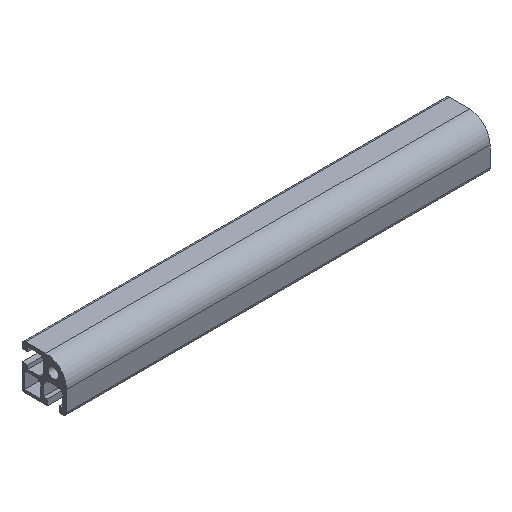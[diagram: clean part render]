
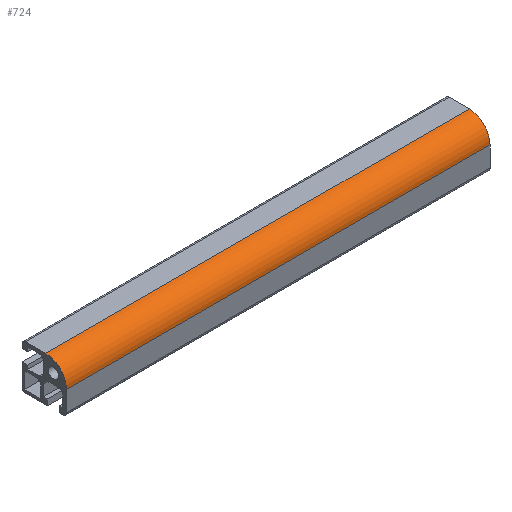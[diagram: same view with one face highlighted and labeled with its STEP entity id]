
A CAD part, isometric view. The second image highlights one B-rep face of the part: STEP entity #724.
In plain terms, the highlighted cylindrical face has radius 15 mm (diameter 30 mm), a partial arc.
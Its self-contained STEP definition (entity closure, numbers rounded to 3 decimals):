
#79=FACE_OUTER_BOUND('',#115,.T.);
#115=EDGE_LOOP('',(#610,#611,#612,#613));
#139=LINE('',#1031,#223);
#205=LINE('',#1190,#289);
#223=VECTOR('',#832,10.);
#289=VECTOR('',#978,10.);
#306=CIRCLE('',#791,15.);
#307=CIRCLE('',#792,15.);
#321=VERTEX_POINT('',#1028);
#322=VERTEX_POINT('',#1030);
#374=VERTEX_POINT('',#1186);
#375=VERTEX_POINT('',#1188);
#395=EDGE_CURVE('',#321,#322,#139,.T.);
#475=EDGE_CURVE('',#374,#375,#205,.T.);
#476=EDGE_CURVE('',#321,#374,#306,.T.);
#477=EDGE_CURVE('',#322,#375,#307,.T.);
#610=ORIENTED_EDGE('',*,*,#476,.T.);
#611=ORIENTED_EDGE('',*,*,#475,.T.);
#612=ORIENTED_EDGE('',*,*,#477,.F.);
#613=ORIENTED_EDGE('',*,*,#395,.F.);
#690=CYLINDRICAL_SURFACE('',#790,15.);
#724=ADVANCED_FACE('',(#79),#690,.T.);
#790=AXIS2_PLACEMENT_3D('',#1191,#979,#980);
#791=AXIS2_PLACEMENT_3D('',#1192,#981,#982);
#792=AXIS2_PLACEMENT_3D('',#1193,#983,#984);
#832=DIRECTION('',(1.,0.,0.));
#978=DIRECTION('',(1.,0.,0.));
#979=DIRECTION('center_axis',(1.,0.,0.));
#980=DIRECTION('ref_axis',(0.,0.,-1.));
#981=DIRECTION('center_axis',(1.,0.,0.));
#982=DIRECTION('ref_axis',(0.,0.,-1.));
#983=DIRECTION('center_axis',(1.,0.,0.));
#984=DIRECTION('ref_axis',(0.,0.,-1.));
#1028=CARTESIAN_POINT('',(2014.465,152.663,919.228));
#1030=CARTESIAN_POINT('',(2319.265,152.663,919.228));
#1031=CARTESIAN_POINT('',(2014.465,152.663,919.228));
#1186=CARTESIAN_POINT('',(2014.465,137.663,904.228));
#1188=CARTESIAN_POINT('',(2319.265,137.663,904.228));
#1190=CARTESIAN_POINT('',(2014.465,137.663,904.228));
#1191=CARTESIAN_POINT('Origin',(2014.465,152.663,904.228));
#1192=CARTESIAN_POINT('Origin',(2014.465,152.663,904.228));
#1193=CARTESIAN_POINT('Origin',(2319.265,152.663,904.228));
